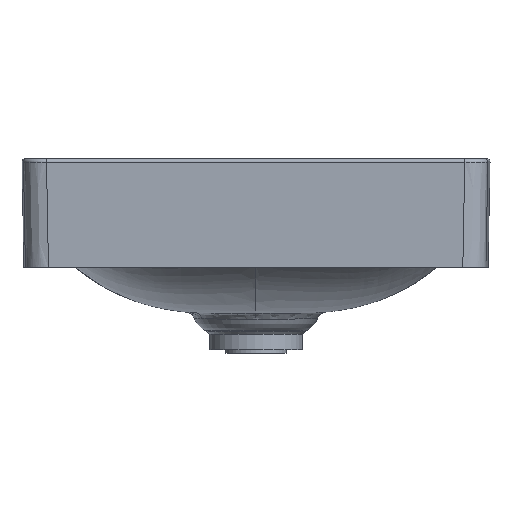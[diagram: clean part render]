
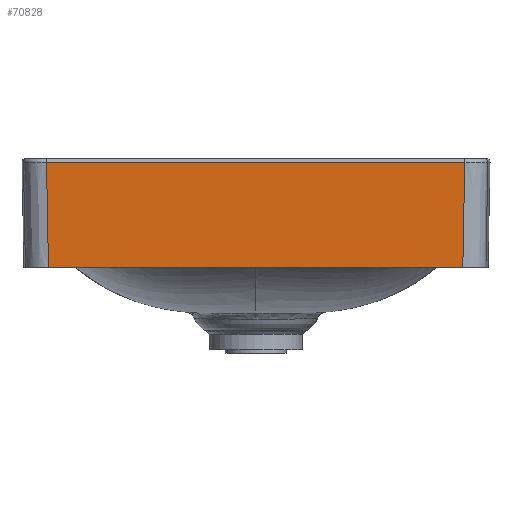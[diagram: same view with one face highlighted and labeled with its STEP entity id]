
A CAD part, front view. The second image highlights one B-rep face of the part: STEP entity #70828.
In plain terms, the highlighted planar face has unit normal (-0.001, -1, -0.019).
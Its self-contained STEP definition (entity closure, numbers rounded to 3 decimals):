
#63832=CARTESIAN_POINT('',(446.62,-299.952,-2.547));
#63833=VERTEX_POINT('',#63832);
#63869=CARTESIAN_POINT('',(138.38,-299.952,-2.547));
#63870=VERTEX_POINT('',#63869);
#63878=CARTESIAN_POINT('',(138.38,-299.952,-2.547));
#63879=DIRECTION('',(1.0,0.0,0.0));
#63880=VECTOR('',#63879,308.241);
#63881=LINE('',#63878,#63880);
#63882=EDGE_CURVE('',#63870,#63833,#63881,.T.);
#70779=CARTESIAN_POINT('',(445.182,-298.5,-80.));
#70780=VERTEX_POINT('',#70779);
#70781=CARTESIAN_POINT('',(446.62,-299.952,-2.547));
#70782=DIRECTION('',(-0.019,0.019,-1.));
#70783=VECTOR('',#70782,77.48);
#70784=LINE('',#70781,#70783);
#70785=EDGE_CURVE('',#63833,#70780,#70784,.T.);
#70805=CARTESIAN_POINT('',(70.0,-300.0,0.0));
#70806=DIRECTION('',(0.0,1.,0.019));
#70807=DIRECTION('',(0.0,-0.019,1.));
#70808=AXIS2_PLACEMENT_3D('',#70805,#70806,#70807);
#70809=PLANE('',#70808);
#70810=ORIENTED_EDGE('',*,*,#63882,.F.);
#70811=CARTESIAN_POINT('',(139.818,-298.5,-80.));
#70812=VERTEX_POINT('',#70811);
#70813=CARTESIAN_POINT('',(138.38,-299.952,-2.547));
#70814=DIRECTION('',(0.019,0.019,-1.));
#70815=VECTOR('',#70814,77.48);
#70816=LINE('',#70813,#70815);
#70817=EDGE_CURVE('',#63870,#70812,#70816,.T.);
#70818=ORIENTED_EDGE('',*,*,#70817,.T.);
#70819=CARTESIAN_POINT('',(139.818,-298.5,-80.));
#70820=DIRECTION('',(1.0,0.0,0.0));
#70821=VECTOR('',#70820,305.363);
#70822=LINE('',#70819,#70821);
#70823=EDGE_CURVE('',#70812,#70780,#70822,.T.);
#70824=ORIENTED_EDGE('',*,*,#70823,.T.);
#70825=ORIENTED_EDGE('',*,*,#70785,.F.);
#70826=EDGE_LOOP('',(#70810,#70818,#70824,#70825));
#70827=FACE_OUTER_BOUND('',#70826,.T.);
#70828=ADVANCED_FACE('',(#70827),#70809,.F.);
